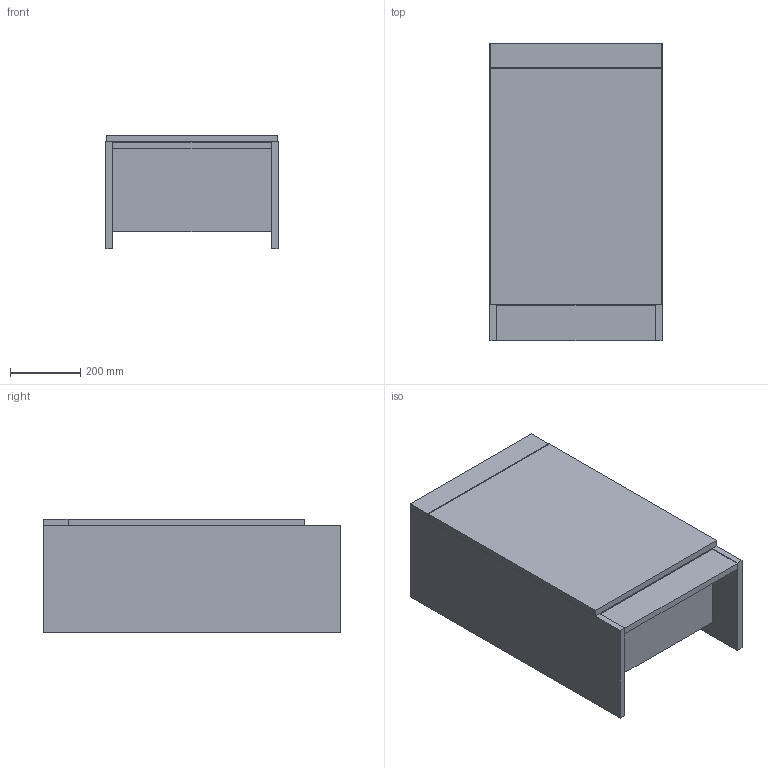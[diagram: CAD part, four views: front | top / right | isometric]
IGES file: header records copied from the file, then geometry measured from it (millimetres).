
Global section: file name: CUBE OP2_MUEBLE_03.11.16; native system: Autodesk Inventor 2015; preprocessor: unknown; author: produccion; date: 20170113.101328; units: millimetre
Bounding box: 490 x 845 x 324 mm (x, y, z)
Volume: 20049948.5 mm3; surface area: 2396042.9 mm2
Topology: 7 solids, 7 shells, 120 faces, 201 edges, 134 vertices
Faces by surface type: bspline 120
